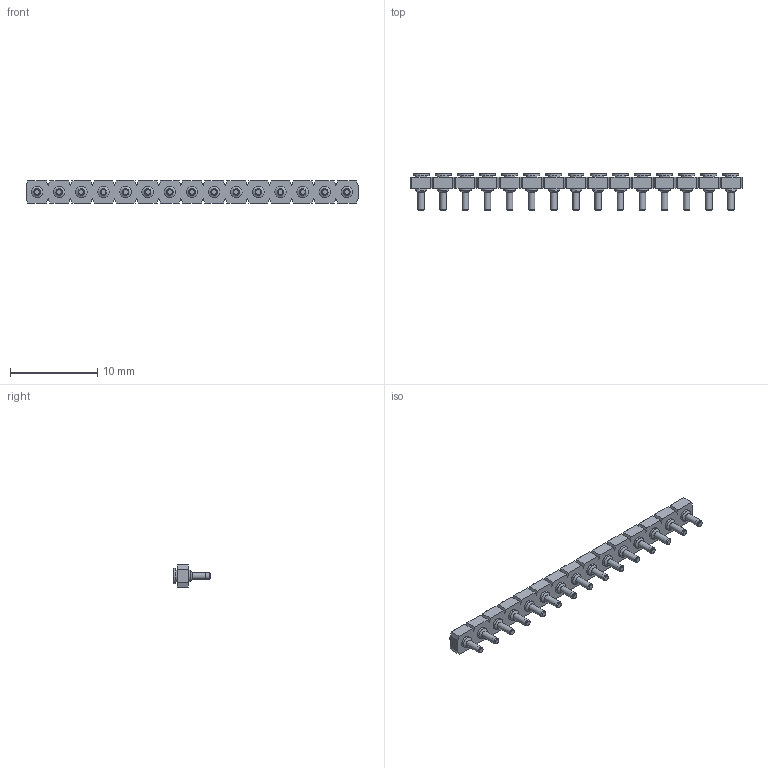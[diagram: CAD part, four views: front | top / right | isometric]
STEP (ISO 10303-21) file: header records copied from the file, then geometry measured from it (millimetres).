
FILE_DESCRIPTION(/* description */ ('STEP AP203'),/* implementation_level */ '2;1');
FILE_NAME(/* name */ 'SL-115-T-39',/* time_stamp */ '2025-04-27T21:36:36+02:00',/* author */ ('License CC BY-ND 4.0'),/* organization */ ('CADENAS'),/* preprocessor_version */ 'ST-DEVELOPER v19.3',/* originating_system */ 'PARTsolutions',/* authorisation */ ' ');
FILE_SCHEMA (('CONFIG_CONTROL_DESIGN'));
Length unit declared in the file: inch
Products named in the file (3): SL-115-T-39; SL-115_socket; EZ-8P1_pins
Assembly tree (16 placements, depth 2):
  SL-115-T-39
    SL-115_socket
    EZ-8P1_pins  x15
Bounding box: 38.1 x 4.19 x 2.54 mm (x, y, z)
Volume: 126.1 mm3; surface area: 775.6 mm2
Topology: 16 solids, 16 shells, 394 faces, 816 edges, 514 vertices
Faces by surface type: plane 184, cylinder 120, cone 90
Full cylindrical faces by diameter (mm): 0.533 x15, 0.737 x15, 0.914 x15, 1.016 x15, 1.321 x45, 1.829 x15
Entity records: 4134 total; most frequent: CARTESIAN_POINT 702, DIRECTION 662, ORIENTED_EDGE 648, EDGE_CURVE 324, LINE 276, VECTOR 276, VERTEX_POINT 233, AXIS2_PLACEMENT_3D 193
